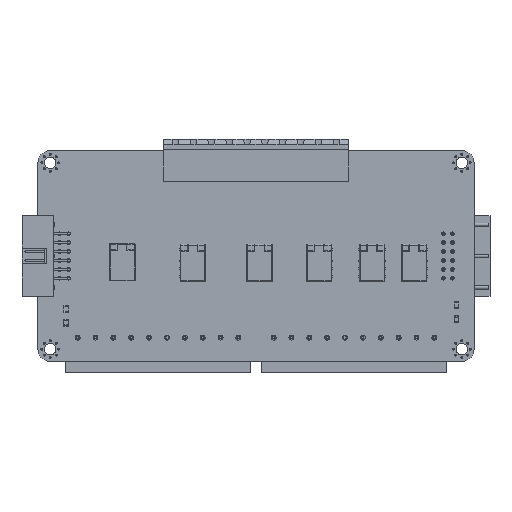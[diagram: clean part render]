
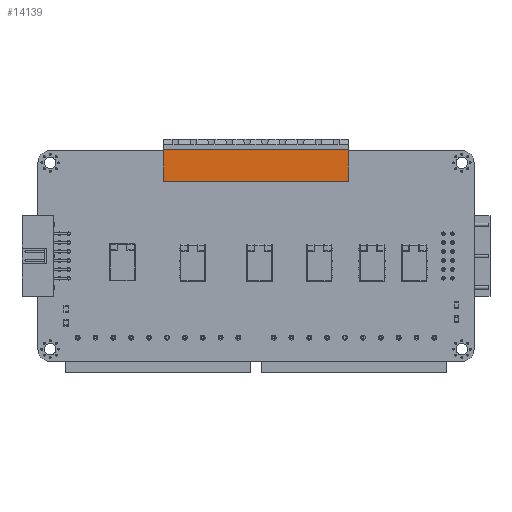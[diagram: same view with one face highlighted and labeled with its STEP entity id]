
A CAD part, top view. The second image highlights one B-rep face of the part: STEP entity #14139.
In plain terms, the highlighted planar face has unit normal (0, 0, 1).
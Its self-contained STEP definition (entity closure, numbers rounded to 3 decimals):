
#14103 = EDGE_CURVE('',#14104,#14106,#14108,.T.);
#14104 = VERTEX_POINT('',#14105);
#14105 = CARTESIAN_POINT('',(-3.54,2.,7.6));
#14106 = VERTEX_POINT('',#14107);
#14107 = CARTESIAN_POINT('',(49.26,2.,7.6));
#14108 = LINE('',#14109,#14110);
#14109 = CARTESIAN_POINT('',(-3.54,2.,7.6));
#14110 = VECTOR('',#14111,1.);
#14111 = DIRECTION('',(1.,0.,0.));
#14139 = ADVANCED_FACE('',(#14140),#14165,.T.);
#14140 = FACE_BOUND('',#14141,.T.);
#14141 = EDGE_LOOP('',(#14142,#14152,#14158,#14159));
#14142 = ORIENTED_EDGE('',*,*,#14143,.T.);
#14143 = EDGE_CURVE('',#14144,#14146,#14148,.T.);
#14144 = VERTEX_POINT('',#14145);
#14145 = CARTESIAN_POINT('',(-3.54,-7.,7.6));
#14146 = VERTEX_POINT('',#14147);
#14147 = CARTESIAN_POINT('',(49.26,-7.,7.6));
#14148 = LINE('',#14149,#14150);
#14149 = CARTESIAN_POINT('',(-3.54,-7.,7.6));
#14150 = VECTOR('',#14151,1.);
#14151 = DIRECTION('',(1.,0.,0.));
#14152 = ORIENTED_EDGE('',*,*,#14153,.T.);
#14153 = EDGE_CURVE('',#14146,#14106,#14154,.T.);
#14154 = LINE('',#14155,#14156);
#14155 = CARTESIAN_POINT('',(49.26,-7.,7.6));
#14156 = VECTOR('',#14157,1.);
#14157 = DIRECTION('',(0.,1.,0.));
#14158 = ORIENTED_EDGE('',*,*,#14103,.F.);
#14159 = ORIENTED_EDGE('',*,*,#14160,.F.);
#14160 = EDGE_CURVE('',#14144,#14104,#14161,.T.);
#14161 = LINE('',#14162,#14163);
#14162 = CARTESIAN_POINT('',(-3.54,-7.,7.6));
#14163 = VECTOR('',#14164,1.);
#14164 = DIRECTION('',(0.,1.,0.));
#14165 = PLANE('',#14166);
#14166 = AXIS2_PLACEMENT_3D('',#14167,#14168,#14169);
#14167 = CARTESIAN_POINT('',(-3.54,-7.,7.6));
#14168 = DIRECTION('',(0.,0.,1.));
#14169 = DIRECTION('',(0.,1.,0.));
